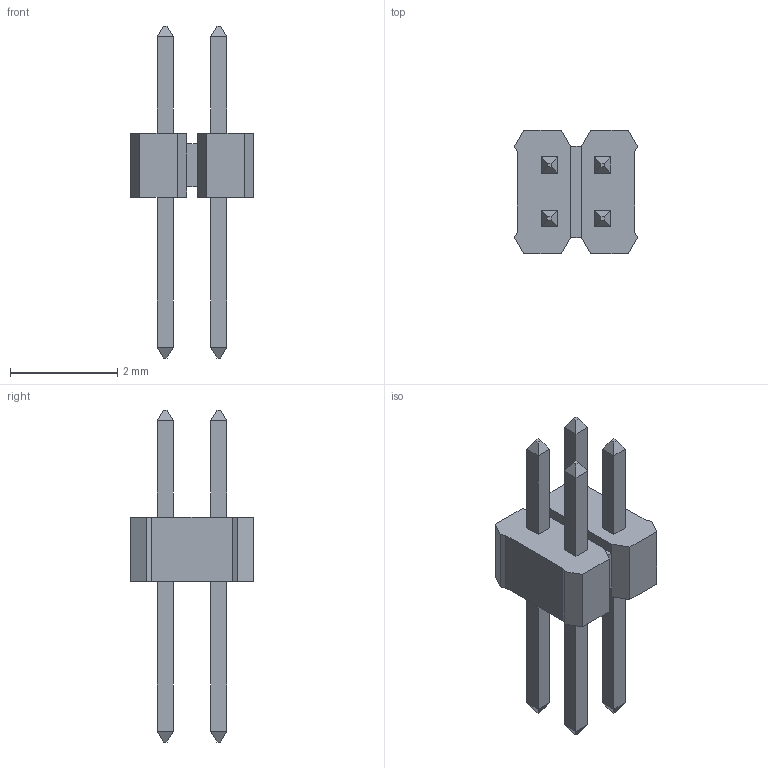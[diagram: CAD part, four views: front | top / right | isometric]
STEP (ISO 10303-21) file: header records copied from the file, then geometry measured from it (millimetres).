
FILE_DESCRIPTION (( 'STEP AP214' ), '1' );
FILE_NAME ('HDR-TH_4P-P1.00-V-M-R2-C2-S1.0.STEP', '2023-09-28T15:39:44', ( '微软用户' ), ( '微软中国' ), 'SwSTEP 2.0', 'SolidWorks 2020', '' );
FILE_SCHEMA (( 'AUTOMOTIVE_DESIGN' ));
Length unit declared in the file: millimetre
Products named in the file (1): HDR-TH_4P-P1.00-V-M-R2-C2-S1.0
Bounding box: 2.3 x 2.3 x 6.2 mm (x, y, z)
Volume: 7.3 mm3; surface area: 44.9 mm2
Topology: 1 solids, 1 shells, 326 faces, 851 edges, 554 vertices
Faces by surface type: plane 228, bspline 98
Entity records: 13967 total; most frequent: CARTESIAN_POINT 3038, ORIENTED_EDGE 1702, DIRECTION 1109, EDGE_CURVE 851, VECTOR 651, LINE 651, VERTEX_POINT 554, EDGE_LOOP 353
